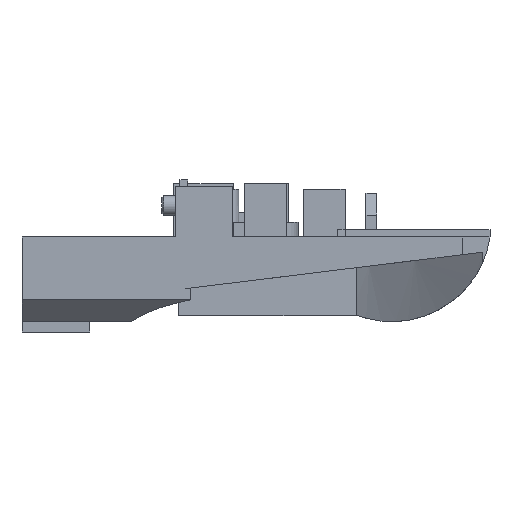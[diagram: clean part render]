
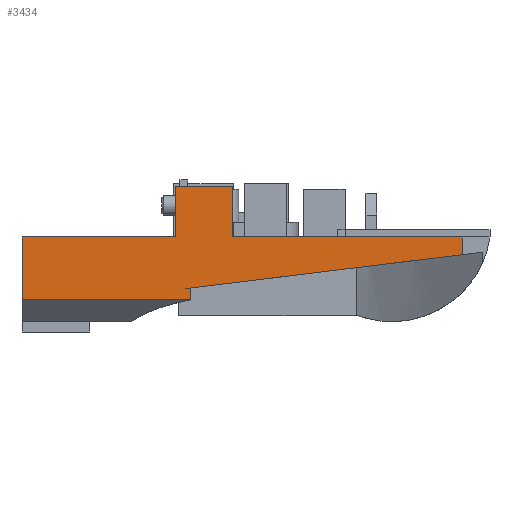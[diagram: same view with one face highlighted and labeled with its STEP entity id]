
A CAD part, left-side view. The second image highlights one B-rep face of the part: STEP entity #3434.
In plain terms, the highlighted planar face has unit normal (-1, 0, 0).
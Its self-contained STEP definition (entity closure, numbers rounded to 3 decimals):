
#137=FACE_OUTER_BOUND('',#319,.T.);
#319=EDGE_LOOP('',(#2321,#2322,#2323,#2324,#2325,#2326,#2327,#2328,#2329,
#2330));
#565=LINE('',#4890,#1012);
#567=LINE('',#4894,#1014);
#568=LINE('',#4896,#1015);
#569=LINE('',#4898,#1016);
#570=LINE('',#4900,#1017);
#571=LINE('',#4902,#1018);
#572=LINE('',#4904,#1019);
#573=LINE('',#4906,#1020);
#574=LINE('',#4908,#1021);
#575=LINE('',#4909,#1022);
#1012=VECTOR('',#3920,10.);
#1014=VECTOR('',#3924,10.);
#1015=VECTOR('',#3925,10.);
#1016=VECTOR('',#3926,10.);
#1017=VECTOR('',#3927,10.);
#1018=VECTOR('',#3928,10.);
#1019=VECTOR('',#3929,10.);
#1020=VECTOR('',#3930,10.);
#1021=VECTOR('',#3931,10.);
#1022=VECTOR('',#3932,10.);
#1458=VERTEX_POINT('',#4882);
#1459=VERTEX_POINT('',#4889);
#1460=VERTEX_POINT('',#4893);
#1461=VERTEX_POINT('',#4895);
#1462=VERTEX_POINT('',#4897);
#1463=VERTEX_POINT('',#4899);
#1464=VERTEX_POINT('',#4901);
#1465=VERTEX_POINT('',#4903);
#1466=VERTEX_POINT('',#4905);
#1467=VERTEX_POINT('',#4907);
#1801=EDGE_CURVE('',#1458,#1459,#565,.T.);
#1803=EDGE_CURVE('',#1458,#1460,#567,.T.);
#1804=EDGE_CURVE('',#1460,#1461,#568,.F.);
#1805=EDGE_CURVE('',#1462,#1461,#569,.T.);
#1806=EDGE_CURVE('',#1462,#1463,#570,.T.);
#1807=EDGE_CURVE('',#1463,#1464,#571,.T.);
#1808=EDGE_CURVE('',#1465,#1464,#572,.F.);
#1809=EDGE_CURVE('',#1466,#1465,#573,.F.);
#1810=EDGE_CURVE('',#1466,#1467,#574,.T.);
#1811=EDGE_CURVE('',#1467,#1459,#575,.T.);
#2321=ORIENTED_EDGE('',*,*,#1801,.F.);
#2322=ORIENTED_EDGE('',*,*,#1803,.T.);
#2323=ORIENTED_EDGE('',*,*,#1804,.T.);
#2324=ORIENTED_EDGE('',*,*,#1805,.F.);
#2325=ORIENTED_EDGE('',*,*,#1806,.T.);
#2326=ORIENTED_EDGE('',*,*,#1807,.T.);
#2327=ORIENTED_EDGE('',*,*,#1808,.F.);
#2328=ORIENTED_EDGE('',*,*,#1809,.F.);
#2329=ORIENTED_EDGE('',*,*,#1810,.T.);
#2330=ORIENTED_EDGE('',*,*,#1811,.T.);
#3276=PLANE('',#3631);
#3434=ADVANCED_FACE('',(#137),#3276,.T.);
#3631=AXIS2_PLACEMENT_3D('',#4892,#3922,#3923);
#3920=DIRECTION('',(0.,1.,0.));
#3922=DIRECTION('center_axis',(-1.,0.,0.));
#3923=DIRECTION('ref_axis',(0.,-1.,0.));
#3924=DIRECTION('',(0.,0.,1.));
#3925=DIRECTION('',(0.,0.993,-0.122));
#3926=DIRECTION('',(0.,0.,-1.));
#3927=DIRECTION('',(0.,1.,0.));
#3928=DIRECTION('',(0.,0.,1.));
#3929=DIRECTION('',(0.,1.,0.));
#3930=DIRECTION('',(0.,0.,-1.));
#3931=DIRECTION('',(0.,1.,0.));
#3932=DIRECTION('',(0.,0.,-1.));
#4882=CARTESIAN_POINT('',(-24.207,5.157,-8.6));
#4889=CARTESIAN_POINT('',(-24.207,28.21,-8.6));
#4890=CARTESIAN_POINT('',(-24.207,-17.903,-8.6));
#4892=CARTESIAN_POINT('Origin',(-24.207,7.215,0.));
#4893=CARTESIAN_POINT('',(-24.207,5.157,-6.987));
#4894=CARTESIAN_POINT('',(-24.207,5.157,-13.));
#4895=CARTESIAN_POINT('',(-24.207,-32.,-2.424));
#4896=CARTESIAN_POINT('',(-24.207,-19.063,-4.013));
#4897=CARTESIAN_POINT('',(-24.207,-32.,0.));
#4898=CARTESIAN_POINT('',(-24.207,-32.,0.));
#4899=CARTESIAN_POINT('',(-24.207,-0.535,0.));
#4900=CARTESIAN_POINT('',(-24.207,6.767,0.));
#4901=CARTESIAN_POINT('',(-24.207,-0.535,6.9));
#4902=CARTESIAN_POINT('',(-24.207,-0.535,0.));
#4903=CARTESIAN_POINT('',(-24.207,7.215,6.9));
#4904=CARTESIAN_POINT('',(-24.207,3.385,6.9));
#4905=CARTESIAN_POINT('',(-24.207,7.215,0.));
#4906=CARTESIAN_POINT('',(-24.207,7.215,0.));
#4907=CARTESIAN_POINT('',(-24.207,28.21,0.));
#4908=CARTESIAN_POINT('',(-24.207,6.767,0.));
#4909=CARTESIAN_POINT('',(-24.207,28.21,-1.3));
